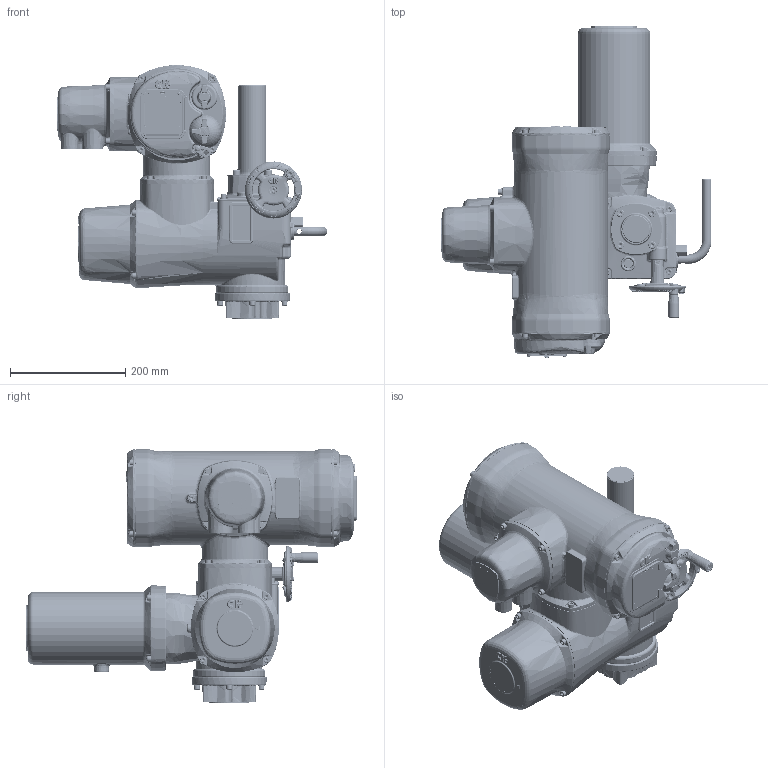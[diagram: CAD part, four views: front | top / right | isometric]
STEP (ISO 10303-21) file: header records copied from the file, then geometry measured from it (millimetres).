
FILE_DESCRIPTION(/* description */ ('Unknown'),/* implementation_level */ '2;1');
FILE_NAME(/* name */ 'A400N0BA00',/* time_stamp */ '2019-10-03T20:31:40+05:00',/* author */ ('Unknown'),/* organization */ ('Unknown'),/* preprocessor_version */ 'ST-DEVELOPER v16.7',/* originating_system */ 'DEX',/* authorisation */ $);
FILE_SCHEMA (('TECHNICAL_DATA_PACKAGING','AUTOMOTIVE_DESIGN {1 0 10303 214 3 1 1}'));
Length unit declared in the file: millimetre
Products named in the file (1): A400N0BA00
Bounding box: 470.34 x 576.4 x 441.03 mm (x, y, z)
Volume: 22111339.5 mm3; surface area: 880862.6 mm2
Topology: 21 solids, 21 shells, 13379 faces, 32290 edges, 19217 vertices
Faces by surface type: plane 4566, bspline 3667, cylinder 3121, torus 902, cone 684, sphere 439
Full cylindrical faces by diameter (mm): 1.152 x1, 3.2 x1, 4.2 x6, 4.4 x1, 4.5 x4, 4.917 x8, 5.5 x4, 6 x19, 6.3 x4, 6.45 x4, 6.47 x4, 6.5 x12, 6.6 x4, 7 x7, 8 x6, 8.2 x1, 8.376 x8, 9 x4, 10 x37, 10.22 x4, 10.8 x4, 11 x1, 11.92 x1, 12 x2, 13 x10, 13.5 x1, 14 x1, 14.5 x4, 15.5 x1, 16 x5
Entity records: 584099 total; most frequent: CARTESIAN_POINT 217486, ORIENTED_EDGE 62304, DIRECTION 46157, EDGE_CURVE 31152, VERTEX_POINT 18972, AXIS2_PLACEMENT_3D 17597, FACE_BOUND 14668, EDGE_LOOP 14620
